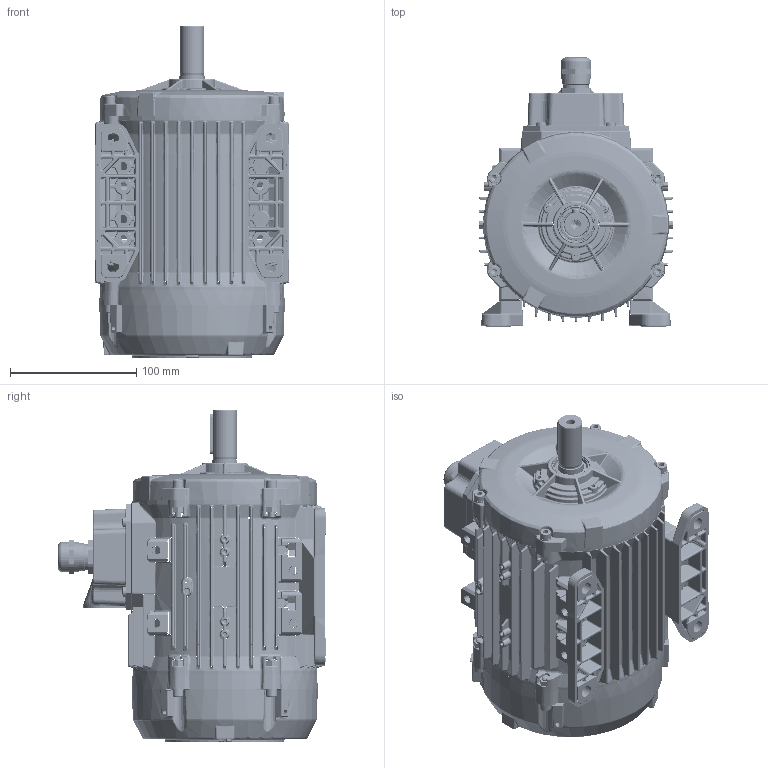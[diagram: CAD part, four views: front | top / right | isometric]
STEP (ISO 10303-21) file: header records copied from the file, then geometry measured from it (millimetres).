
FILE_DESCRIPTION(/* description */ (''),/* implementation_level */ '2;1');
FILE_NAME(/* name */ 'S2H80M4-8D40-KG.stp',/* time_stamp */ '2021-01-03T18:34:32+03:00',/* author */ (''),/* organization */ (''),/* preprocessor_version */ 'ST-DEVELOPER v16',/* originating_system */ 'SIEMENS PLM Software NX 11.0',/* authorisation */ '');
FILE_SCHEMA (('AUTOMOTIVE_DESIGN { 1 0 10303 214 3 1 1 1 }'));
Length unit declared in the file: millimetre
Products named in the file (1): 2603BE5CCA1Ccyfw
Bounding box: 154 x 213 x 263 mm (x, y, z)
Surface area: 265094.1 mm2 (no closed solid volume)
Topology: 0 solids, 121 shells, 6405 faces, 17954 edges, 10721 vertices
Faces by surface type: bspline 2408, cylinder 1739, plane 1138, torus 402, cone 374, sphere 344
Full cylindrical faces by diameter (mm): 3 x3, 3.7 x4, 3.985 x1, 5 x8, 6.4 x1, 8 x4, 8.5 x8, 12 x1, 14 x1, 18.4 x1, 19 x1, 20 x1, 21.057 x1, 22.403 x1, 23.698 x2, 24 x1, 27.8 x1, 28 x1, 29.5 x1, 30 x1
Entity records: 284999 total; most frequent: CARTESIAN_POINT 106383, ORIENTED_EDGE 29752, DIRECTION 28685, EDGE_CURVE 17441, AXIS2_PLACEMENT_3D 11919, VERTEX_POINT 10647, EDGE_LOOP 6724, ADVANCED_FACE 6404
